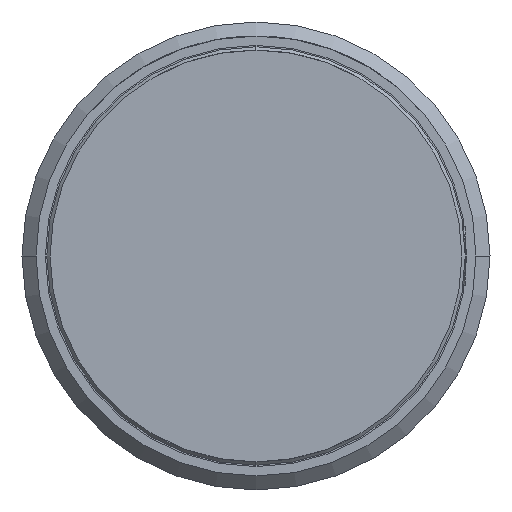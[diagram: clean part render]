
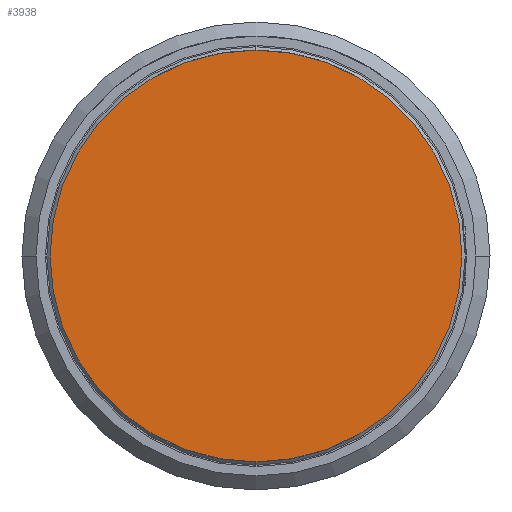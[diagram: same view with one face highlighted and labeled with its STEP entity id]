
A CAD part, front view. The second image highlights one B-rep face of the part: STEP entity #3938.
In plain terms, the highlighted planar face has unit normal (0, -1, 0).
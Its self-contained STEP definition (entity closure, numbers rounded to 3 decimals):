
#215 = DIRECTION ( 'NONE',  ( 0., 1., 0. ) ) ;
#250 = DIRECTION ( 'NONE',  ( 0., -1., 0. ) ) ;
#263 = AXIS2_PLACEMENT_3D ( 'NONE', #4000, #215, #2729 ) ;
#551 = CARTESIAN_POINT ( 'NONE',  ( 0., 0., 0. ) ) ;
#831 = DIRECTION ( 'NONE',  ( 0., -1., 0. ) ) ;
#858 = CARTESIAN_POINT ( 'NONE',  ( 0., 0., 0. ) ) ;
#1103 = CARTESIAN_POINT ( 'NONE',  ( 2.2, 0., 0. ) ) ;
#1317 = ORIENTED_EDGE ( 'NONE', *, *, #1835, .T. ) ;
#1415 = VERTEX_POINT ( 'NONE', #1103 ) ;
#1478 = VERTEX_POINT ( 'NONE', #2111 ) ;
#1592 = CIRCLE ( 'NONE', #2843, 2.2 ) ;
#1662 = EDGE_LOOP ( 'NONE', ( #3190, #1317 ) ) ;
#1835 = EDGE_CURVE ( 'Defeature ausgef�hrt1_7+Defeature ausgef�hrt1_14+Defeature ausgef�hrt1_14+Defeature ausgef�hrt1_14', #1415, #1478, #1592, .T. ) ;
#2042 = EDGE_CURVE ( 'Defeature ausgef�hrt1_7+Defeature ausgef�hrt1_14+Defeature ausgef�hrt1_14+Defeature ausgef�hrt1_14', #1478, #1415, #2238, .T. ) ;
#2111 = CARTESIAN_POINT ( 'NONE',  ( -2.2, 0., 0. ) ) ;
#2131 = DIRECTION ( 'NONE',  ( -1., 0., 0. ) ) ;
#2238 = CIRCLE ( 'NONE', #2290, 2.2 ) ;
#2290 = AXIS2_PLACEMENT_3D ( 'NONE', #551, #250, #2131 ) ;
#2319 = FACE_OUTER_BOUND ( 'NONE', #1662, .T. ) ;
#2686 = DIRECTION ( 'NONE',  ( -1., 0., 0. ) ) ;
#2729 = DIRECTION ( 'NONE',  ( 1., 0., 0. ) ) ;
#2843 = AXIS2_PLACEMENT_3D ( 'NONE', #858, #831, #2686 ) ;
#3190 = ORIENTED_EDGE ( 'NONE', *, *, #2042, .T. ) ;
#3715 = PLANE ( 'NONE',  #263 ) ;
#3938 = ADVANCED_FACE ( 'Defeature ausgef�hrt1_7', ( #2319 ), #3715, .F. ) ;
#4000 = CARTESIAN_POINT ( 'NONE',  ( 0., 0., -1.9 ) ) ;
